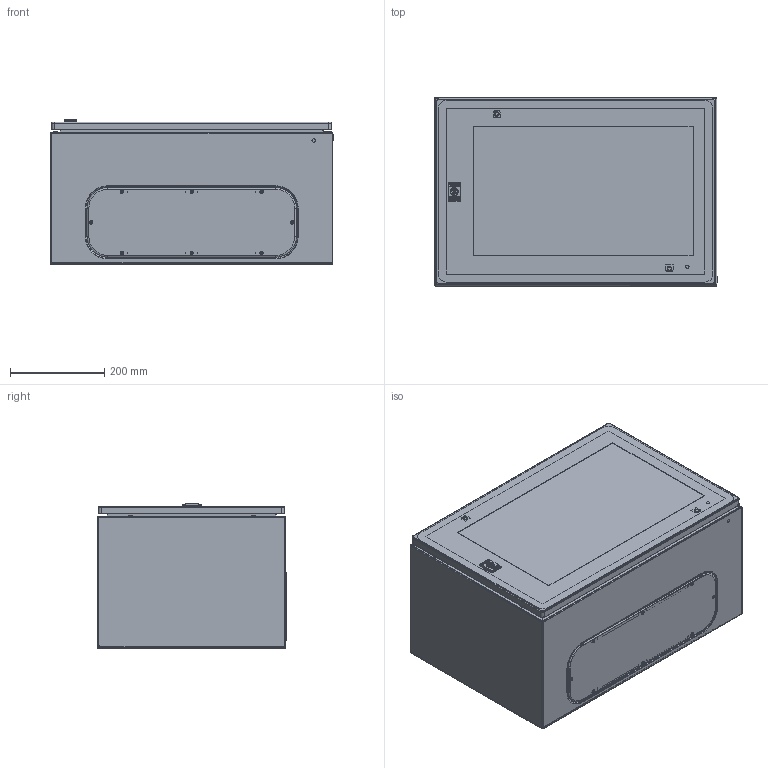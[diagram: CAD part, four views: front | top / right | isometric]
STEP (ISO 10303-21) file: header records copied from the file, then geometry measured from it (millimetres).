
FILE_DESCRIPTION(('STEP AP242'),'1');
FILE_NAME('nsycrn46300t.stp','2020-02-25T17:18:28',('TraceParts'),('TraceParts S.A.'),'Spatial InterOp 3D',' ',' ');
FILE_SCHEMA(('AP242_MANAGED_MODEL_BASED_3D_ENGINEERING_MIM_LF {1 0 10303 442 1 1 4}'));
Length unit declared in the file: millimetre
Products named in the file (1): NSYCRN46300T_ASM|BODY_CRN46_300#BODY_CRN46_300;BODY_CRN46_300
Bounding box: 601.2 x 401 x 307.31 mm (x, y, z)
Volume: 2046641.6 mm3; surface area: 2427975 mm2
Topology: 5 solids, 17 shells, 2462 faces, 6411 edges, 3976 vertices
Faces by surface type: plane 945, cylinder 717, cone 248, torus 226, extrusion 146, bspline 114, sphere 64, revolution 2
Entity records: 84405 total; most frequent: CARTESIAN_POINT 24761, ORIENTED_EDGE 12676, DIRECTION 12152, EDGE_CURVE 6338, AXIS2_PLACEMENT_3D 4385, VERTEX_POINT 3976, VECTOR 3380, LINE 3234
